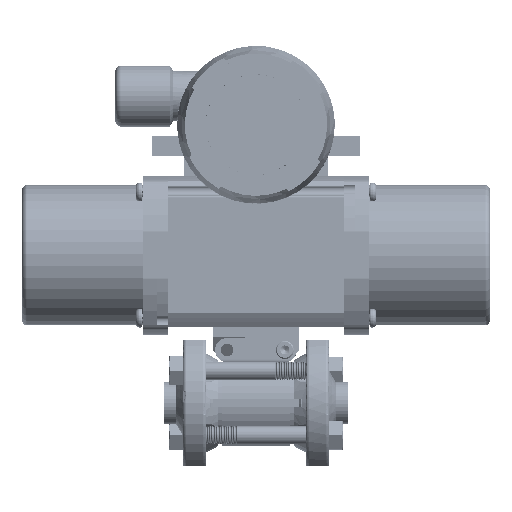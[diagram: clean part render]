
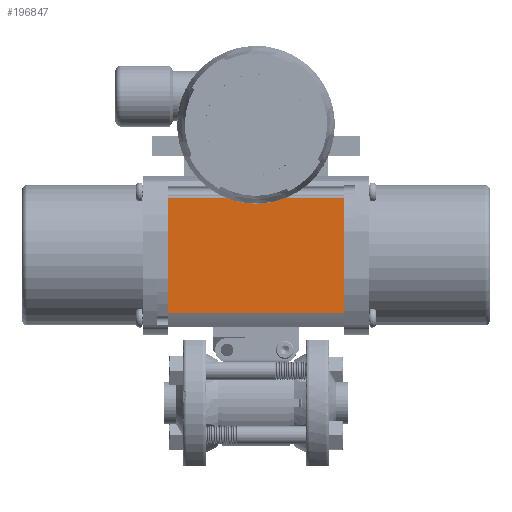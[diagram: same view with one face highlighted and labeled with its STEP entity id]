
A CAD part, top view. The second image highlights one B-rep face of the part: STEP entity #196847.
In plain terms, the highlighted planar face has unit normal (0, 0, 1).
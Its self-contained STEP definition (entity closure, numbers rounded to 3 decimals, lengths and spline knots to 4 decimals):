
#1790 = EDGE_LOOP ( 'NONE', ( #227071, #238753, #102966, #21029 ) ) ;
#2265 = VECTOR ( 'NONE', #242111, 39.3701 ) ;
#6926 = DIRECTION ( 'NONE',  ( -1., 0., 0. ) ) ;
#21029 = ORIENTED_EDGE ( 'NONE', *, *, #133673, .T. ) ;
#21865 = CARTESIAN_POINT ( 'NONE',  ( 1.5275, 1.5679, 1.17 ) ) ;
#22981 = DIRECTION ( 'NONE',  ( 1., 0., 0. ) ) ;
#26469 = CARTESIAN_POINT ( 'NONE',  ( -5.0403, 3.5621, 1.17 ) ) ;
#29276 = VECTOR ( 'NONE', #22981, 39.3701 ) ;
#54045 = CARTESIAN_POINT ( 'NONE',  ( 1.5275, 3.5694, 1.17 ) ) ;
#59212 = DIRECTION ( 'NONE',  ( 0., -1., 0. ) ) ;
#61302 = CARTESIAN_POINT ( 'NONE',  ( -1.5275, 3.5621, 1.17 ) ) ;
#63502 = EDGE_CURVE ( 'NONE', #113255, #186215, #143666, .T. ) ;
#81000 = LINE ( 'NONE', #198906, #29276 ) ;
#86514 = LINE ( 'NONE', #26469, #235436 ) ;
#98411 = AXIS2_PLACEMENT_3D ( 'NONE', #116922, #175614, #59212 ) ;
#102966 = ORIENTED_EDGE ( 'NONE', *, *, #238647, .F. ) ;
#113255 = VERTEX_POINT ( 'NONE', #233943 ) ;
#113553 = EDGE_CURVE ( 'NONE', #113255, #236924, #86514, .T. ) ;
#116922 = CARTESIAN_POINT ( 'NONE',  ( -5.0403, 3.5694, 1.17 ) ) ;
#133673 = EDGE_CURVE ( 'NONE', #157315, #186215, #81000, .T. ) ;
#140670 = FACE_OUTER_BOUND ( 'NONE', #1790, .T. ) ;
#143666 = LINE ( 'NONE', #54045, #189258 ) ;
#157315 = VERTEX_POINT ( 'NONE', #234164 ) ;
#163543 = LINE ( 'NONE', #183480, #2265 ) ;
#175614 = DIRECTION ( 'NONE',  ( 0., 0., -1. ) ) ;
#183480 = CARTESIAN_POINT ( 'NONE',  ( -1.5275, 3.5694, 1.17 ) ) ;
#186215 = VERTEX_POINT ( 'NONE', #21865 ) ;
#189258 = VECTOR ( 'NONE', #209405, 39.3701 ) ;
#196847 = ADVANCED_FACE ( 'NONE', ( #140670 ), #213832, .F. ) ;
#198906 = CARTESIAN_POINT ( 'NONE',  ( -5.0403, 1.5679, 1.17 ) ) ;
#209405 = DIRECTION ( 'NONE',  ( 0., -1., 0. ) ) ;
#213832 = PLANE ( 'NONE',  #98411 ) ;
#227071 = ORIENTED_EDGE ( 'NONE', *, *, #63502, .F. ) ;
#233943 = CARTESIAN_POINT ( 'NONE',  ( 1.5275, 3.5621, 1.17 ) ) ;
#234164 = CARTESIAN_POINT ( 'NONE',  ( -1.5275, 1.5679, 1.17 ) ) ;
#235436 = VECTOR ( 'NONE', #6926, 39.3701 ) ;
#236924 = VERTEX_POINT ( 'NONE', #61302 ) ;
#238647 = EDGE_CURVE ( 'NONE', #157315, #236924, #163543, .T. ) ;
#238753 = ORIENTED_EDGE ( 'NONE', *, *, #113553, .T. ) ;
#242111 = DIRECTION ( 'NONE',  ( 0., 1., 0. ) ) ;
